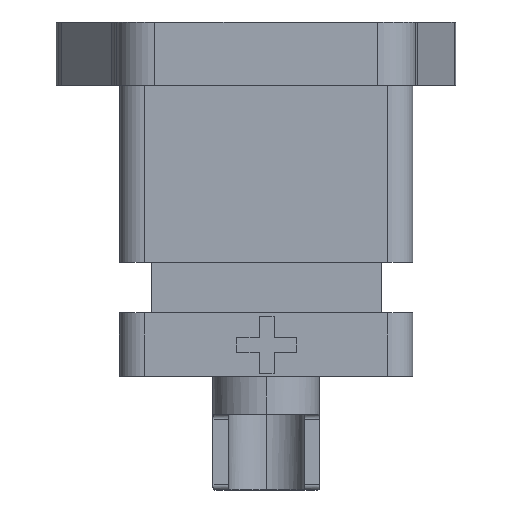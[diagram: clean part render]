
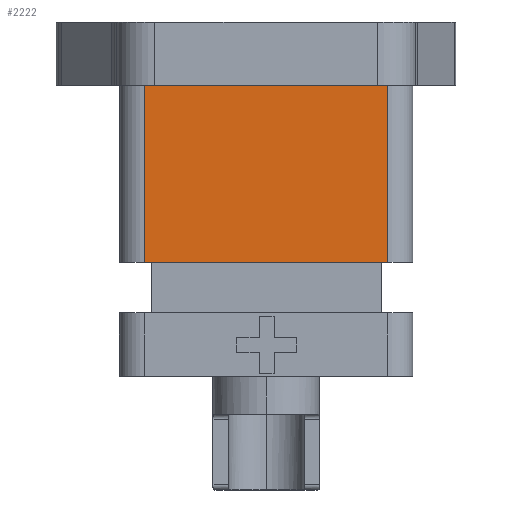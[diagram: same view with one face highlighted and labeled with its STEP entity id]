
A CAD part, left-side view. The second image highlights one B-rep face of the part: STEP entity #2222.
In plain terms, the highlighted planar face has unit normal (-1, 0, 0).
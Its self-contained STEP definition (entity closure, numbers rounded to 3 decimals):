
#375 = ORIENTED_EDGE ( 'NONE', *, *, #971, .T. ) ;
#543 = ORIENTED_EDGE ( 'NONE', *, *, #2378, .T. ) ;
#597 = VERTEX_POINT ( 'NONE', #3408 ) ;
#971 = EDGE_CURVE ( 'NONE', #1113, #4290, #3100, .T. ) ;
#985 = CARTESIAN_POINT ( 'NONE',  ( -9.4, -4.8, -11.5 ) ) ;
#1068 = LINE ( 'NONE', #3449, #1670 ) ;
#1113 = VERTEX_POINT ( 'NONE', #3312 ) ;
#1114 = VERTEX_POINT ( 'NONE', #4066 ) ;
#1469 = PLANE ( 'NONE',  #4228 ) ;
#1480 = EDGE_CURVE ( 'NONE', #1113, #1114, #1068, .T. ) ;
#1670 = VECTOR ( 'NONE', #2319, 1000. ) ;
#1705 = DIRECTION ( 'NONE',  ( 0., -1., 0. ) ) ;
#1752 = ORIENTED_EDGE ( 'NONE', *, *, #4266, .T. ) ;
#1849 = FACE_OUTER_BOUND ( 'NONE', #4841, .T. ) ;
#2120 = LINE ( 'NONE', #985, #4493 ) ;
#2161 = ORIENTED_EDGE ( 'NONE', *, *, #1480, .F. ) ;
#2222 = ADVANCED_FACE ( 'NONE', ( #1849 ), #1469, .T. ) ;
#2304 = DIRECTION ( 'NONE',  ( -1., 0., 0. ) ) ;
#2319 = DIRECTION ( 'NONE',  ( 0., -1., 0. ) ) ;
#2378 = EDGE_CURVE ( 'NONE', #4290, #597, #2570, .T. ) ;
#2570 = LINE ( 'NONE', #3319, #3149 ) ;
#3009 = CARTESIAN_POINT ( 'NONE',  ( -9.4, -5.8, -11.5 ) ) ;
#3065 = VECTOR ( 'NONE', #5112, 1000. ) ;
#3100 = LINE ( 'NONE', #3265, #3065 ) ;
#3149 = VECTOR ( 'NONE', #1705, 1000. ) ;
#3265 = CARTESIAN_POINT ( 'NONE',  ( -9.4, 4.8, -11.5 ) ) ;
#3312 = CARTESIAN_POINT ( 'NONE',  ( -9.4, 4.8, 0. ) ) ;
#3319 = CARTESIAN_POINT ( 'NONE',  ( -9.4, -5.8, -7. ) ) ;
#3408 = CARTESIAN_POINT ( 'NONE',  ( -9.4, -4.8, -7. ) ) ;
#3449 = CARTESIAN_POINT ( 'NONE',  ( -9.4, -5.8, 0. ) ) ;
#3765 = DIRECTION ( 'NONE',  ( 0., 0., 1. ) ) ;
#4066 = CARTESIAN_POINT ( 'NONE',  ( -9.4, -4.8, 0. ) ) ;
#4228 = AXIS2_PLACEMENT_3D ( 'NONE', #3009, #2304, #4602 ) ;
#4266 = EDGE_CURVE ( 'NONE', #597, #1114, #2120, .T. ) ;
#4290 = VERTEX_POINT ( 'NONE', #4492 ) ;
#4492 = CARTESIAN_POINT ( 'NONE',  ( -9.4, 4.8, -7. ) ) ;
#4493 = VECTOR ( 'NONE', #3765, 1000. ) ;
#4602 = DIRECTION ( 'NONE',  ( 0., 0., 1. ) ) ;
#4841 = EDGE_LOOP ( 'NONE', ( #375, #543, #1752, #2161 ) ) ;
#5112 = DIRECTION ( 'NONE',  ( 0., 0., -1. ) ) ;
